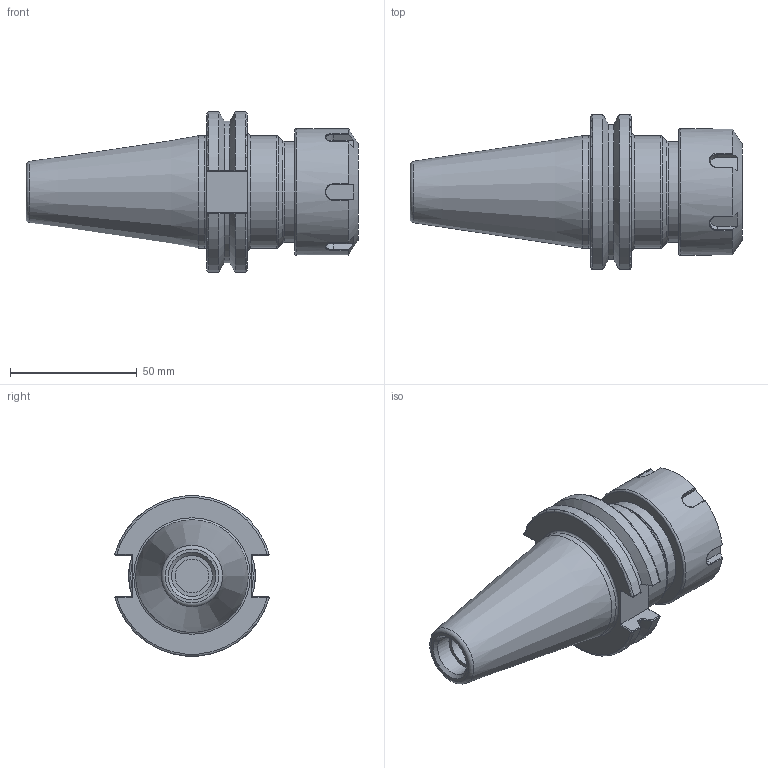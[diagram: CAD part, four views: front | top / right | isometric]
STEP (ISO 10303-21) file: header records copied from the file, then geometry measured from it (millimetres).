
FILE_DESCRIPTION(/* description */ (''),/* implementation_level */ '2;1');
FILE_NAME(/* name */ 'CAT40-ER32-2.35-REV1.stp',/* time_stamp */ '2016-02-06T15:44:44-06:00',/* author */ ('Me'),/* organization */ (''),/* preprocessor_version */ 'ST-DEVELOPER v15.6',/* originating_system */ 'Autodesk Inventor 2015',/* authorisation */ '');
FILE_SCHEMA (('AUTOMOTIVE_DESIGN { 1 0 10303 214 3 1 1 }'));
Length unit declared in the file: inch
Products named in the file (1): CAT40-ER32-2.35-REV1
Bounding box: 131.19 x 61.14 x 63.26 mm (x, y, z)
Volume: 176486.6 mm3; surface area: 27007.7 mm2
Topology: 1 solids, 1 shells, 131 faces, 334 edges, 210 vertices
Faces by surface type: plane 63, bspline 30, cylinder 19, cone 10, torus 9
Full cylindrical faces by diameter (mm): 11.112 x1, 13.386 x1, 16.256 x1, 39.878 x1, 44.45 x2, 50.038 x1
Entity records: 5287 total; most frequent: CARTESIAN_POINT 2398, ORIENTED_EDGE 624, DIRECTION 444, EDGE_CURVE 312, VERTEX_POINT 206, EDGE_LOOP 154, AXIS2_PLACEMENT_3D 152, LINE 140
